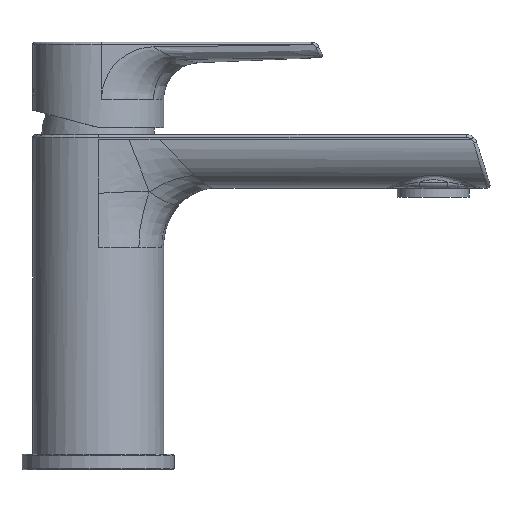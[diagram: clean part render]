
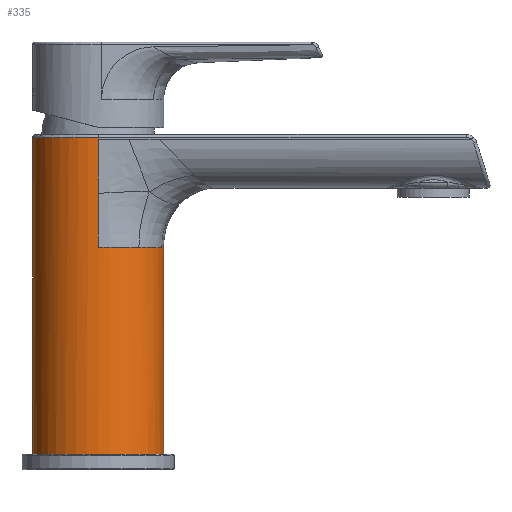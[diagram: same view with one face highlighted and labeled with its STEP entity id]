
A CAD part, top view. The second image highlights one B-rep face of the part: STEP entity #335.
In plain terms, the highlighted cylindrical face has radius 21.5 mm (diameter 43 mm), a partial arc.
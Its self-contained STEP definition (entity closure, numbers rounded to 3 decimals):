
#136=CYLINDRICAL_SURFACE('',#1699,21.5);
#185=LINE('',#7317,#236);
#186=LINE('',#7323,#237);
#187=LINE('',#7324,#238);
#236=VECTOR('',#2020,1.);
#237=VECTOR('',#2029,1.);
#238=VECTOR('',#2030,1.);
#335=ADVANCED_FACE('',(#445),#136,.T.);
#445=FACE_OUTER_BOUND('',#546,.T.);
#546=EDGE_LOOP('',(#1094,#1095,#1096,#1097,#1098,#1099,#1100,#1101,#1102,
#1103,#1104));
#633=B_SPLINE_CURVE_WITH_KNOTS('',3,(#6625,#6626,#6627,#6628,#6629,#6630),
 .UNSPECIFIED.,.F.,.F.,(4,2,4),(0.,0.5,1.),.UNSPECIFIED.);
#635=B_SPLINE_CURVE_WITH_KNOTS('',3,(#6718,#6719,#6720,#6721),
 .UNSPECIFIED.,.F.,.F.,(4,4),(0.,1.),.UNSPECIFIED.);
#637=B_SPLINE_CURVE_WITH_KNOTS('',3,(#6918,#6919,#6920,#6921),
 .UNSPECIFIED.,.F.,.F.,(4,4),(0.,1.),.UNSPECIFIED.);
#638=B_SPLINE_CURVE_WITH_KNOTS('',3,(#6923,#6924,#6925,#6926,#6927,#6928,
#6929,#6930,#6931,#6932,#6933),.UNSPECIFIED.,.F.,.F.,(4,1,1,1,2,2,4),(0.,
0.25,0.375,0.438,0.469,
0.5,1.),.UNSPECIFIED.);
#639=B_SPLINE_CURVE_WITH_KNOTS('',3,(#6935,#6936,#6937,#6938),
 .UNSPECIFIED.,.F.,.F.,(4,4),(0.,1.),.UNSPECIFIED.);
#640=B_SPLINE_CURVE_WITH_KNOTS('',3,(#7123,#7124,#7125,#7126,#7127,#7128,
#7129,#7130,#7131,#7132,#7133,#7134),.UNSPECIFIED.,.F.,.F.,(4,1,1,1,1,2,
2,4),(0.,0.25,0.375,0.437,0.469,
0.484,0.5,1.),.UNSPECIFIED.);
#1094=ORIENTED_EDGE('',*,*,#1477,.T.);
#1095=ORIENTED_EDGE('',*,*,#1464,.T.);
#1096=ORIENTED_EDGE('',*,*,#1466,.T.);
#1097=ORIENTED_EDGE('',*,*,#1470,.T.);
#1098=ORIENTED_EDGE('',*,*,#1469,.T.);
#1099=ORIENTED_EDGE('',*,*,#1468,.T.);
#1100=ORIENTED_EDGE('',*,*,#1472,.T.);
#1101=ORIENTED_EDGE('',*,*,#1473,.T.);
#1102=ORIENTED_EDGE('',*,*,#1475,.T.);
#1103=ORIENTED_EDGE('',*,*,#1476,.T.);
#1104=ORIENTED_EDGE('',*,*,#1352,.F.);
#1171=VERTEX_POINT('',#3861);
#1172=VERTEX_POINT('',#3862);
#1224=VERTEX_POINT('',#5934);
#1236=VERTEX_POINT('',#6590);
#1239=VERTEX_POINT('',#6624);
#1240=VERTEX_POINT('',#6717);
#1241=VERTEX_POINT('',#6917);
#1242=VERTEX_POINT('',#6922);
#1243=VERTEX_POINT('',#6934);
#1244=VERTEX_POINT('',#7122);
#1245=VERTEX_POINT('',#7320);
#1352=EDGE_CURVE('',#1171,#1172,#1515,.T.);
#1464=EDGE_CURVE('',#1236,#1239,#633,.T.);
#1466=EDGE_CURVE('',#1239,#1240,#635,.T.);
#1468=EDGE_CURVE('',#1242,#1241,#637,.T.);
#1469=EDGE_CURVE('',#1243,#1242,#638,.T.);
#1470=EDGE_CURVE('',#1240,#1243,#639,.T.);
#1472=EDGE_CURVE('',#1241,#1244,#640,.T.);
#1473=EDGE_CURVE('',#1244,#1224,#185,.T.);
#1475=EDGE_CURVE('',#1224,#1245,#1557,.T.);
#1476=EDGE_CURVE('',#1245,#1172,#186,.T.);
#1477=EDGE_CURVE('',#1171,#1236,#187,.T.);
#1515=CIRCLE('',#1621,21.5);
#1557=CIRCLE('',#1696,21.5);
#1621=AXIS2_PLACEMENT_3D('',#3860,#1851,#1852);
#1696=AXIS2_PLACEMENT_3D('',#7321,#2025,#2026);
#1699=AXIS2_PLACEMENT_3D('',#7326,#2033,#2034);
#1851=DIRECTION('',(0.,-1.,0.));
#1852=DIRECTION('',(1.,0.,0.));
#2020=DIRECTION('',(0.,1.,0.));
#2025=DIRECTION('',(0.,-1.,0.));
#2026=DIRECTION('',(-1.,0.,0.));
#2029=DIRECTION('',(0.,-1.,0.));
#2030=DIRECTION('',(0.,1.,0.));
#2033=DIRECTION('',(0.,-1.,0.));
#2034=DIRECTION('',(-1.,0.,0.));
#3860=CARTESIAN_POINT('',(0.,1.5,0.));
#3861=CARTESIAN_POINT('',(21.5,1.5,0.));
#3862=CARTESIAN_POINT('',(-21.5,1.5,0.));
#5934=CARTESIAN_POINT('',(0.133,105.5,21.5));
#6590=CARTESIAN_POINT('',(21.5,70.43,0.));
#6624=CARTESIAN_POINT('',(20.818,69.5,5.371));
#6625=CARTESIAN_POINT('',(21.5,70.43,0.));
#6626=CARTESIAN_POINT('',(21.5,70.43,0.913));
#6627=CARTESIAN_POINT('',(21.436,70.344,1.863));
#6628=CARTESIAN_POINT('',(21.221,70.048,3.555));
#6629=CARTESIAN_POINT('',(21.057,69.816,4.446));
#6630=CARTESIAN_POINT('',(20.818,69.5,5.371));
#6717=CARTESIAN_POINT('',(13.35,69.5,16.853));
#6718=CARTESIAN_POINT('',(20.818,69.5,5.371));
#6719=CARTESIAN_POINT('',(19.658,69.5,9.87));
#6720=CARTESIAN_POINT('',(16.993,69.5,13.968));
#6721=CARTESIAN_POINT('',(13.35,69.5,16.853));
#6917=CARTESIAN_POINT('',(0.067,87.2,21.5));
#6918=CARTESIAN_POINT('',(0.048,83.861,21.5));
#6919=CARTESIAN_POINT('',(0.054,84.974,21.5));
#6920=CARTESIAN_POINT('',(0.06,86.087,21.5));
#6921=CARTESIAN_POINT('',(0.067,87.2,21.5));
#6922=CARTESIAN_POINT('',(0.048,83.861,21.5));
#6923=CARTESIAN_POINT('',(0.,69.5,21.5));
#6924=CARTESIAN_POINT('',(0.,70.597,21.5));
#6925=CARTESIAN_POINT('',(0.002,72.316,21.5));
#6926=CARTESIAN_POINT('',(0.007,74.455,21.5));
#6927=CARTESIAN_POINT('',(0.01,75.556,21.5));
#6928=CARTESIAN_POINT('',(0.012,76.036,21.5));
#6929=CARTESIAN_POINT('',(0.013,76.357,21.5));
#6930=CARTESIAN_POINT('',(0.014,76.551,21.5));
#6931=CARTESIAN_POINT('',(0.022,78.748,21.5));
#6932=CARTESIAN_POINT('',(0.033,81.141,21.5));
#6933=CARTESIAN_POINT('',(0.048,83.861,21.5));
#6934=CARTESIAN_POINT('',(0.,69.5,21.5));
#6935=CARTESIAN_POINT('',(13.35,69.5,16.853));
#6936=CARTESIAN_POINT('',(9.587,69.5,19.834));
#6937=CARTESIAN_POINT('',(4.801,69.5,21.5));
#6938=CARTESIAN_POINT('',(0.,69.5,21.5));
#7122=CARTESIAN_POINT('',(0.133,104.9,21.5));
#7123=CARTESIAN_POINT('',(0.067,87.2,21.5));
#7124=CARTESIAN_POINT('',(0.078,89.166,21.5));
#7125=CARTESIAN_POINT('',(0.092,91.748,21.5));
#7126=CARTESIAN_POINT('',(0.104,94.114,21.5));
#7127=CARTESIAN_POINT('',(0.109,95.136,21.5));
#7128=CARTESIAN_POINT('',(0.111,95.606,21.5));
#7129=CARTESIAN_POINT('',(0.111,95.799,21.5));
#7130=CARTESIAN_POINT('',(0.112,95.926,21.5));
#7131=CARTESIAN_POINT('',(0.112,95.948,21.5));
#7132=CARTESIAN_POINT('',(0.126,99.328,21.5));
#7133=CARTESIAN_POINT('',(0.133,102.278,21.5));
#7134=CARTESIAN_POINT('',(0.133,104.9,21.5));
#7317=CARTESIAN_POINT('',(0.133,105.5,21.5));
#7320=CARTESIAN_POINT('',(-21.5,105.5,0.));
#7321=CARTESIAN_POINT('',(0.,105.5,0.));
#7323=CARTESIAN_POINT('',(-21.5,1.5,0.));
#7324=CARTESIAN_POINT('',(21.5,1.5,0.));
#7326=CARTESIAN_POINT('',(0.,111.825,0.));
